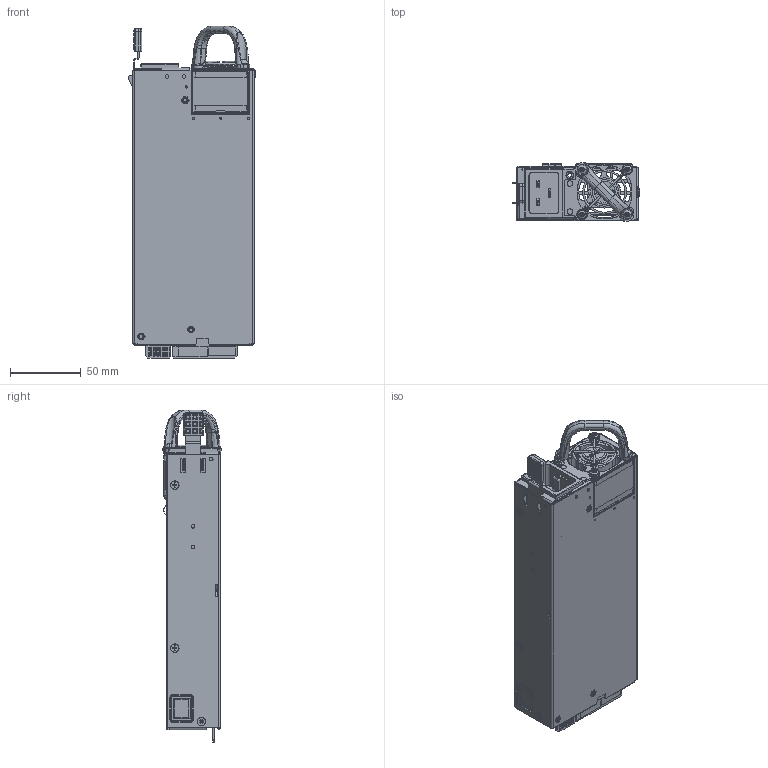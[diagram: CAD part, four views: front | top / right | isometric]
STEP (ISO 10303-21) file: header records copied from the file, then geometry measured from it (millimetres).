
FILE_DESCRIPTION((''),'2;1');
FILE_NAME('DS2000SPE-3_COMPLETE_ASSEMBLY_ASM','2016-09-01T',('ErnestoHerrera'),(''),'CREO PARAMETRIC BY PTC INC, 2014440','CREO PARAMETRIC BY PTC INC, 2014440','');
FILE_SCHEMA(('CONFIG_CONTROL_DESIGN'));
Products named in the file (34): 500-XXXXX-XXXX_CHASSIS_EXTENDED; FILLET2; TSO-M3-400; PEM_SMPS-440; LATCH_MC2000B4-3-R-02; CHASSIS_MC2000B4-3-R-02_ASM; 500-008183-0000_AA_ASM; PCB_2000W; C20_IEC_20A_35X27MM; 499-000014-0000; 700-013796-0000_BOARD_ASSY_ASM; 502-001400-0000; 5220006-0500_COPY_1600W2000W3_3; 40MM_X_28MMFAN_1600W2000W3_3_14; DS1200-3_HANDLE_DS1200-3-WAR; 39170201781-M4X12; 18366_OVER_MOLD_LATCH_DS1200-3; 621-003734-XXXX_2000W; 1610126-0000; 6040372-0000; 621-003502-0000; 621-003961-0000_AA; 403-FAN_GUARD_2PT_MOUNT; DS2000SPE-3_BASE_ASSEMBLY_ASM; 500_DS2000SPE-3COVER; 2X2_COPPER_TAPE_2000W; 621-003386-0005; 814KV; HOT_SURFACE_LABEL-_0_62IN_TRIAN; DS2000SPE-3_COVER_ASSEMBLY_ASM; SCR-CSM3X5; 531-003524-000X; 534-001231-000X; DS2000SPE-3_COMPLETE_ASSEMBLY_ASM
Assembly tree (50 placements, depth 5):
  DS2000SPE-3_COMPLETE_ASSEMBLY_ASM
    DS2000SPE-3_BASE_ASSEMBLY_ASM
      500-008183-0000_AA_ASM
        CHASSIS_MC2000B4-3-R-02_ASM
          500-XXXXX-XXXX_CHASSIS_EXTENDED
          FILLET2
          TSO-M3-400  x3
          PEM_SMPS-440
          LATCH_MC2000B4-3-R-02
      700-013796-0000_BOARD_ASSY_ASM
        PCB_2000W
        C20_IEC_20A_35X27MM
        499-000014-0000  x3
      502-001400-0000  x2
      5220006-0500_COPY_1600W2000W3_3  x2
      40MM_X_28MMFAN_1600W2000W3_3_14
      DS1200-3_HANDLE_DS1200-3-WAR
      39170201781-M4X12  x4
      18366_OVER_MOLD_LATCH_DS1200-3
      621-003734-XXXX_2000W
      1610126-0000
      6040372-0000  x3
      621-003502-0000
      621-003961-0000_AA
      403-FAN_GUARD_2PT_MOUNT
    DS2000SPE-3_COVER_ASSEMBLY_ASM
      500_DS2000SPE-3COVER
      2X2_COPPER_TAPE_2000W
      621-003386-0005
      814KV
      HOT_SURFACE_LABEL-_0_62IN_TRIAN
    SCR-CSM3X5  x7
    531-003524-000X
    534-001231-000X
Bounding box: 89.6 x 41.38 x 235.29 mm (x, y, z)
Volume: 84072.3 mm3; surface area: 273619.6 mm2
Topology: 44 solids, 46 shells, 3616 faces, 9404 edges, 5968 vertices
Faces by surface type: plane 2298, cylinder 772, cone 218, torus 130, bspline 128, extrusion 50, sphere 20
Entity records: 127592 total; most frequent: CARTESIAN_POINT 26429, ORIENTED_EDGE 16698, DIRECTION 15742, EDGE_CURVE 8393, VECTOR 6110, LINE 6060, PRESENTATION_STYLE_ASSIGNMENT 5434, VERTEX_POINT 5400
